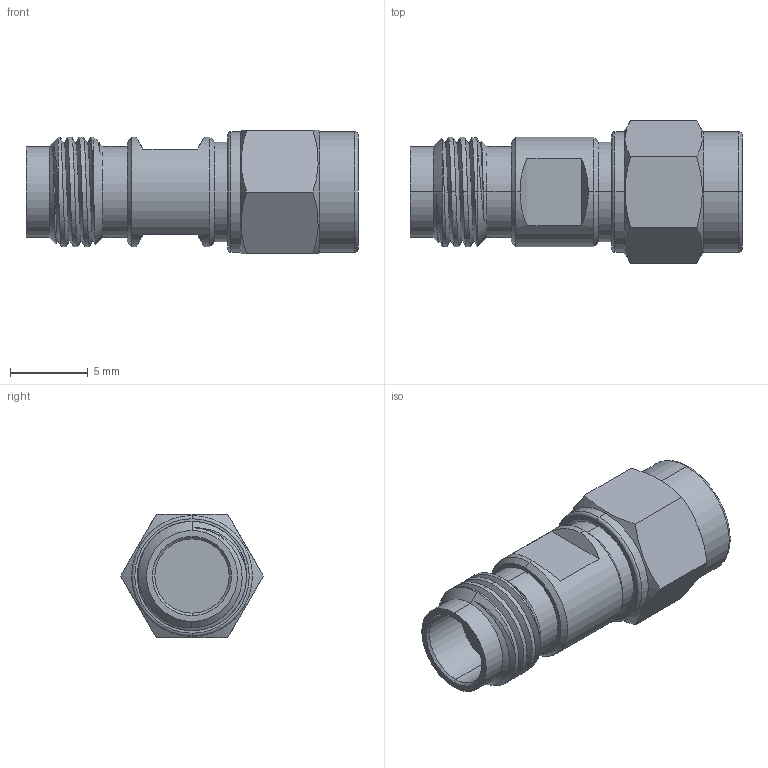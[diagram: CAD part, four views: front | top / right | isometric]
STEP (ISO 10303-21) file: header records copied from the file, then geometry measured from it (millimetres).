
FILE_DESCRIPTION (( 'STEP AP214' ), '1' );
FILE_NAME ('SCT-KMVF-UB.STEP', '2023-01-04T17:32:44', ( '' ), ( '' ), 'SwSTEP 2.0', 'SolidWorks 2021', '' );
FILE_SCHEMA (( 'AUTOMOTIVE_DESIGN' ));
Length unit declared in the file: inch
Products named in the file (1): SCT-KMVF-UB
Bounding box: 21.3 x 9.15 x 7.92 mm (x, y, z)
Volume: 643.1 mm3; surface area: 1199.5 mm2
Topology: 1 solids, 2 shells, 89 faces, 201 edges, 124 vertices
Faces by surface type: cylinder 38, plane 24, cone 21, torus 4, bspline 2
Entity records: 3580 total; most frequent: CARTESIAN_POINT 1603, DIRECTION 410, ORIENTED_EDGE 402, EDGE_CURVE 201, AXIS2_PLACEMENT_3D 168, VERTEX_POINT 124, EDGE_LOOP 99, FACE_OUTER_BOUND 89
